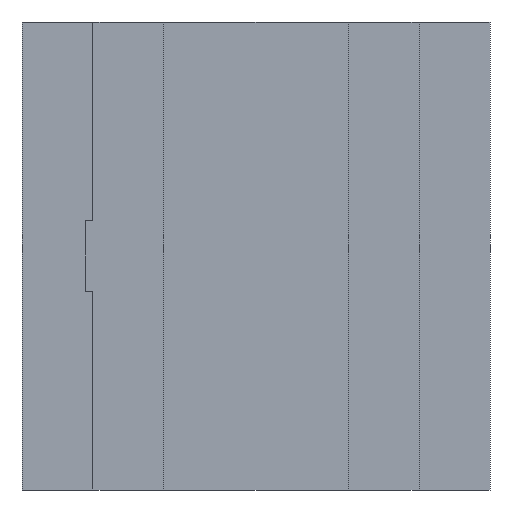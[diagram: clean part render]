
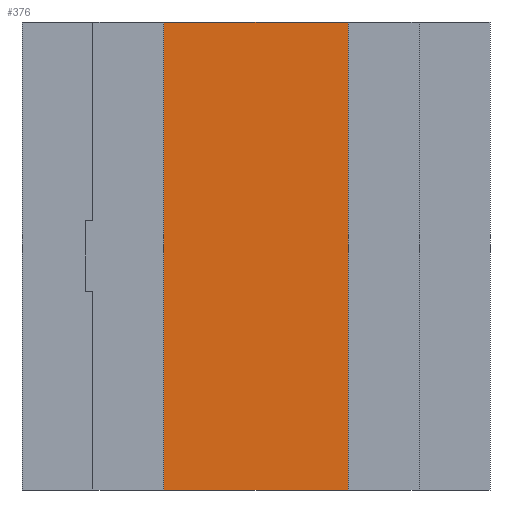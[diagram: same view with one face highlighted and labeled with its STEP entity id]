
A CAD part, front view. The second image highlights one B-rep face of the part: STEP entity #376.
In plain terms, the highlighted planar face has unit normal (0, -1, 0).
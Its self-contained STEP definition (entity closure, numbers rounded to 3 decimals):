
#35=FACE_OUTER_BOUND('',#54,.T.);
#54=EDGE_LOOP('',(#268,#269,#270,#271));
#79=LINE('',#550,#127);
#83=LINE('',#559,#131);
#85=LINE('',#562,#133);
#86=LINE('',#563,#134);
#127=VECTOR('',#450,10.);
#131=VECTOR('',#456,10.);
#133=VECTOR('',#460,10.);
#134=VECTOR('',#461,10.);
#174=VERTEX_POINT('',#547);
#175=VERTEX_POINT('',#549);
#178=VERTEX_POINT('',#556);
#179=VERTEX_POINT('',#558);
#210=EDGE_CURVE('',#175,#174,#79,.T.);
#214=EDGE_CURVE('',#179,#178,#83,.T.);
#216=EDGE_CURVE('',#178,#175,#85,.T.);
#217=EDGE_CURVE('',#174,#179,#86,.T.);
#268=ORIENTED_EDGE('',*,*,#214,.T.);
#269=ORIENTED_EDGE('',*,*,#216,.T.);
#270=ORIENTED_EDGE('',*,*,#210,.T.);
#271=ORIENTED_EDGE('',*,*,#217,.T.);
#358=PLANE('',#415);
#376=ADVANCED_FACE('',(#35),#358,.T.);
#415=AXIS2_PLACEMENT_3D('',#561,#458,#459);
#450=DIRECTION('',(0.,0.,-1.));
#456=DIRECTION('',(0.,0.,1.));
#458=DIRECTION('center_axis',(0.,-1.,0.));
#459=DIRECTION('ref_axis',(0.,0.,-1.));
#460=DIRECTION('',(-1.,0.,0.));
#461=DIRECTION('',(1.,0.,0.));
#547=CARTESIAN_POINT('',(-0.65,-0.01,-1.65));
#549=CARTESIAN_POINT('',(-0.65,-0.01,1.65));
#550=CARTESIAN_POINT('',(-0.65,-0.01,1.65));
#556=CARTESIAN_POINT('',(0.65,-0.01,1.65));
#558=CARTESIAN_POINT('',(0.65,-0.01,-1.65));
#559=CARTESIAN_POINT('',(0.65,-0.01,-1.65));
#561=CARTESIAN_POINT('Origin',(0.,-0.01,0.));
#562=CARTESIAN_POINT('',(1.65,-0.01,1.65));
#563=CARTESIAN_POINT('',(-1.65,-0.01,-1.65));
